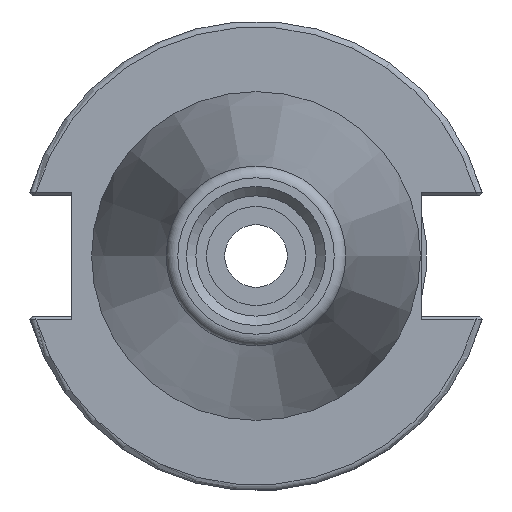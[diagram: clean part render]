
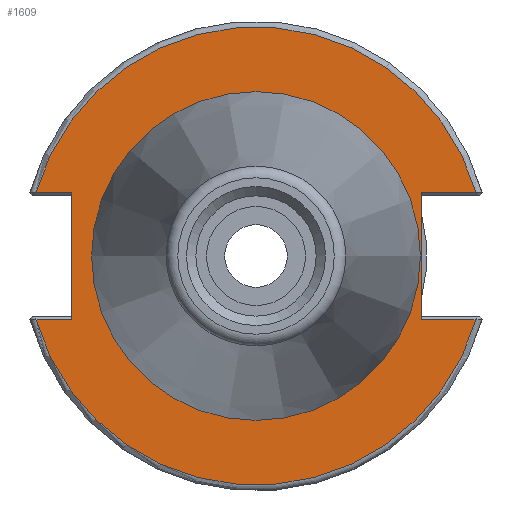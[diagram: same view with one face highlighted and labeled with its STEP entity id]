
A CAD part, left-side view. The second image highlights one B-rep face of the part: STEP entity #1609.
In plain terms, the highlighted planar face has unit normal (-1, 0, 0).
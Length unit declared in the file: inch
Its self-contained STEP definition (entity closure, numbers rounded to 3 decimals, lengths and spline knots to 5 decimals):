
#104=FACE_BOUND('',#272,.T.);
#116=PLANE('',#1770);
#176=FACE_OUTER_BOUND('',#271,.T.);
#271=EDGE_LOOP('',(#1122,#1123,#1124,#1125,#1126,#1127,#1128,#1129));
#272=EDGE_LOOP('',(#1130));
#375=LINE('',#2362,#505);
#376=LINE('',#2364,#506);
#377=LINE('',#2368,#507);
#378=LINE('',#2370,#508);
#379=LINE('',#2372,#509);
#380=LINE('',#2375,#510);
#505=VECTOR('',#1976,0.12159);
#506=VECTOR('',#1977,0.29091);
#507=VECTOR('',#1980,0.19091);
#508=VECTOR('',#1981,0.67625);
#509=VECTOR('',#1982,0.19091);
#510=VECTOR('',#1985,0.29091);
#629=CIRCLE('',#1769,0.86);
#630=CIRCLE('',#1771,1.21875);
#631=CIRCLE('',#1772,1.21875);
#688=VERTEX_POINT('',#2356);
#689=VERTEX_POINT('',#2360);
#690=VERTEX_POINT('',#2361);
#691=VERTEX_POINT('',#2363);
#692=VERTEX_POINT('',#2365);
#693=VERTEX_POINT('',#2367);
#694=VERTEX_POINT('',#2369);
#695=VERTEX_POINT('',#2371);
#696=VERTEX_POINT('',#2373);
#852=EDGE_CURVE('',#688,#688,#629,.T.);
#853=EDGE_CURVE('',#689,#690,#375,.T.);
#854=EDGE_CURVE('',#690,#691,#376,.T.);
#855=EDGE_CURVE('',#692,#691,#630,.T.);
#856=EDGE_CURVE('',#693,#692,#377,.T.);
#857=EDGE_CURVE('',#694,#693,#378,.T.);
#858=EDGE_CURVE('',#695,#694,#379,.T.);
#859=EDGE_CURVE('',#696,#695,#631,.T.);
#860=EDGE_CURVE('',#696,#689,#380,.T.);
#1122=ORIENTED_EDGE('',*,*,#853,.T.);
#1123=ORIENTED_EDGE('',*,*,#854,.T.);
#1124=ORIENTED_EDGE('',*,*,#855,.F.);
#1125=ORIENTED_EDGE('',*,*,#856,.F.);
#1126=ORIENTED_EDGE('',*,*,#857,.F.);
#1127=ORIENTED_EDGE('',*,*,#858,.F.);
#1128=ORIENTED_EDGE('',*,*,#859,.F.);
#1129=ORIENTED_EDGE('',*,*,#860,.T.);
#1130=ORIENTED_EDGE('',*,*,#852,.F.);
#1609=ADVANCED_FACE('',(#176,#104),#116,.T.);
#1769=AXIS2_PLACEMENT_3D('',#2358,#1972,#1973);
#1770=AXIS2_PLACEMENT_3D('',#2359,#1974,#1975);
#1771=AXIS2_PLACEMENT_3D('',#2366,#1978,#1979);
#1772=AXIS2_PLACEMENT_3D('',#2374,#1983,#1984);
#1972=DIRECTION('center_axis',(-1.,0.,0.));
#1973=DIRECTION('ref_axis',(0.,0.,1.));
#1974=DIRECTION('center_axis',(-1.,0.,0.));
#1975=DIRECTION('ref_axis',(0.,0.,1.));
#1976=DIRECTION('',(0.,0.,1.));
#1977=DIRECTION('',(0.,-1.,0.));
#1978=DIRECTION('center_axis',(1.,0.,0.));
#1979=DIRECTION('ref_axis',(0.,0.,1.));
#1980=DIRECTION('',(0.,1.,0.));
#1981=DIRECTION('',(0.,0.,1.));
#1982=DIRECTION('',(0.,-1.,0.));
#1983=DIRECTION('center_axis',(1.,0.,0.));
#1984=DIRECTION('ref_axis',(0.,0.,-1.));
#1985=DIRECTION('',(0.,1.,0.));
#2356=CARTESIAN_POINT('',(0.125,0.,-0.86));
#2358=CARTESIAN_POINT('Origin',(0.125,0.,0.));
#2359=CARTESIAN_POINT('Origin',(0.125,-0.875,0.));
#2360=CARTESIAN_POINT('',(0.125,-0.88,-0.33813));
#2361=CARTESIAN_POINT('',(0.125,-0.88,0.33813));
#2362=CARTESIAN_POINT('',(0.125,-0.88,0.));
#2363=CARTESIAN_POINT('',(0.125,-1.17091,0.33813));
#2364=CARTESIAN_POINT('',(0.125,-0.9025,0.33813));
#2365=CARTESIAN_POINT('',(0.125,1.17091,0.33813));
#2366=CARTESIAN_POINT('Origin',(0.125,0.,0.));
#2367=CARTESIAN_POINT('',(0.125,0.98,0.33813));
#2368=CARTESIAN_POINT('',(0.125,0.0275,0.33813));
#2369=CARTESIAN_POINT('',(0.125,0.98,-0.33813));
#2370=CARTESIAN_POINT('',(0.125,0.98,-0.33813));
#2371=CARTESIAN_POINT('',(0.125,1.17091,-0.33813));
#2372=CARTESIAN_POINT('',(0.125,0.2775,-0.33813));
#2373=CARTESIAN_POINT('',(0.125,-1.17091,-0.33813));
#2374=CARTESIAN_POINT('Origin',(0.125,0.,0.));
#2375=CARTESIAN_POINT('',(0.125,-0.9025,-0.33813));
